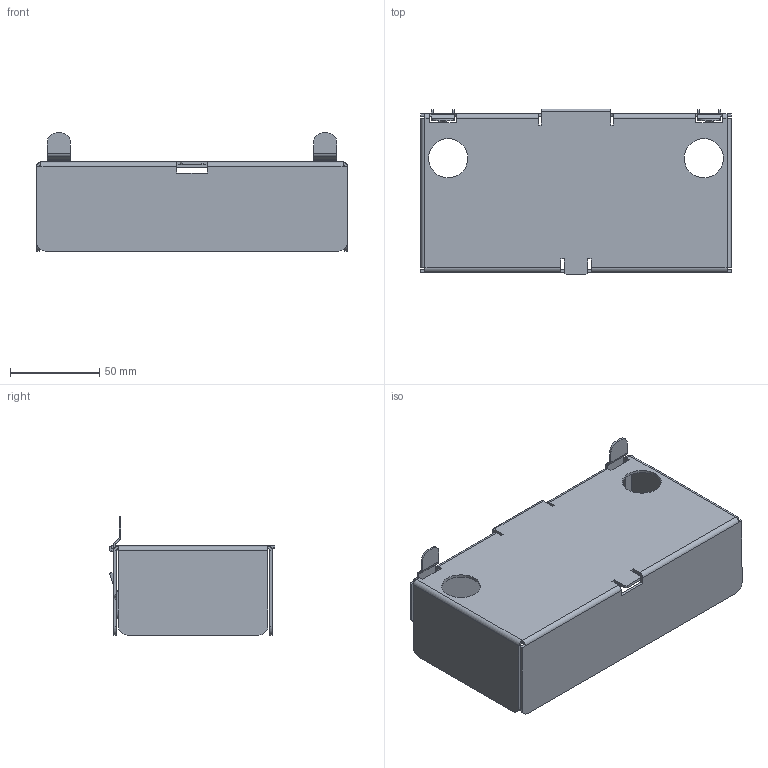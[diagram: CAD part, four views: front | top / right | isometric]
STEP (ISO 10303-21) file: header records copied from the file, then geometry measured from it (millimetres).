
FILE_DESCRIPTION (( 'STEP AP214' ), '1' );
FILE_NAME ('Filler_one slot.STEP', '2021-11-09T14:27:05', ( '' ), ( '' ), 'SwSTEP 2.0', 'SolidWorks 2016', '' );
FILE_SCHEMA (( 'AUTOMOTIVE_DESIGN' ));
Length unit declared in the file: millimetre
Products named in the file (4): Metal_sheet_filler_D‚faut; spring_tab_D‚faut; Filler_one slot; Blind rivet countersunk head_3,2x6 _ A2-A2 _ tClamp=2,5_D‚faut
Assembly tree (5 placements, depth 2):
  Filler_one slot
    Metal_sheet_filler_D‚faut
    spring_tab_D‚faut  x2
    Blind rivet countersunk head_3,2x6 _ A2-A2 _ tClamp=2,5_D‚faut  x2
Bounding box: 174.5 x 93.15 x 66.3 mm (x, y, z)
Volume: 58833.5 mm3; surface area: 82082.5 mm2
Topology: 5 solids, 5 shells, 342 faces, 824 edges, 488 vertices
Faces by surface type: plane 216, cylinder 116, cone 6, bspline 4
Entity records: 7260 total; most frequent: DIRECTION 1230, CARTESIAN_POINT 1224, ORIENTED_EDGE 1168, EDGE_CURVE 584, LINE 414, VECTOR 414, AXIS2_PLACEMENT_3D 408, VERTEX_POINT 346
